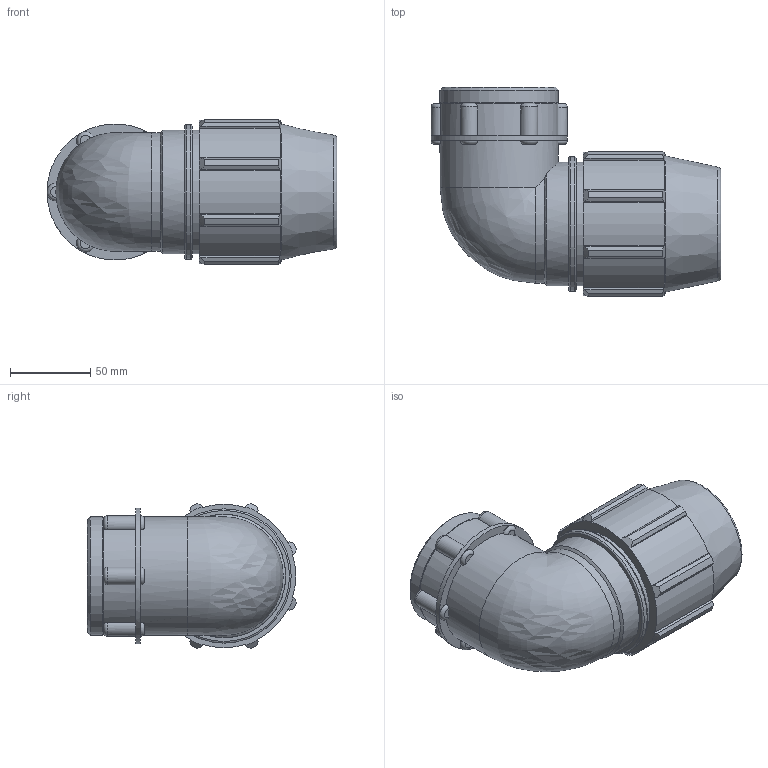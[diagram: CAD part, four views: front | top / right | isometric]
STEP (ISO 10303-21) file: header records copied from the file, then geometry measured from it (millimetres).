
FILE_DESCRIPTION(/* description */ ('PLASSON 90° ELBOW FEMALE ADAPTOR 50-2"'),/* implementation_level */ '2;1');
FILE_NAME(/* name */ '071500050020_181500050020_0715060500200A.ipt.stp',/* time_stamp */ '2017-06-06T17:16:19+03:00',/* author */ ('KIM'),/* organization */ (''),/* preprocessor_version */ 'ST-DEVELOPER v15.6',/* originating_system */ 'Autodesk Inventor 2015',/* authorisation */ '');
FILE_SCHEMA (('AUTOMOTIVE_DESIGN { 1 0 10303 214 3 1 1 }'));
Length unit declared in the file: millimetre
Products named in the file (1): 071500050020_181500050020_0715060500200A
Bounding box: 180.35 x 130.16 x 90.33 mm (x, y, z)
Volume: 632186.7 mm3; surface area: 101417.7 mm2
Topology: 1 solids, 1 shells, 138 faces, 365 edges, 235 vertices
Faces by surface type: plane 60, cylinder 45, cone 16, torus 15, bspline 2
Full cylindrical faces by diameter (mm): 39.659 x1, 50 x1, 50.99 x1, 56.656 x1, 73.653 x2, 76.8 x2, 83.52 x1, 84.701 x1
Entity records: 4650 total; most frequent: CARTESIAN_POINT 1199, DIRECTION 708, ORIENTED_EDGE 678, EDGE_CURVE 339, AXIS2_PLACEMENT_3D 293, VERTEX_POINT 230, EDGE_LOOP 167, CIRCLE 154
